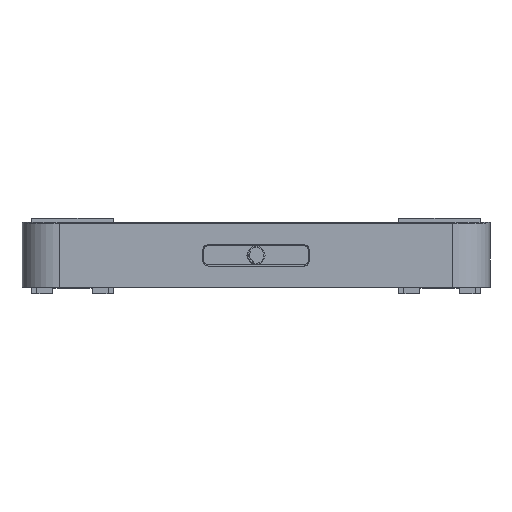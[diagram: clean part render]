
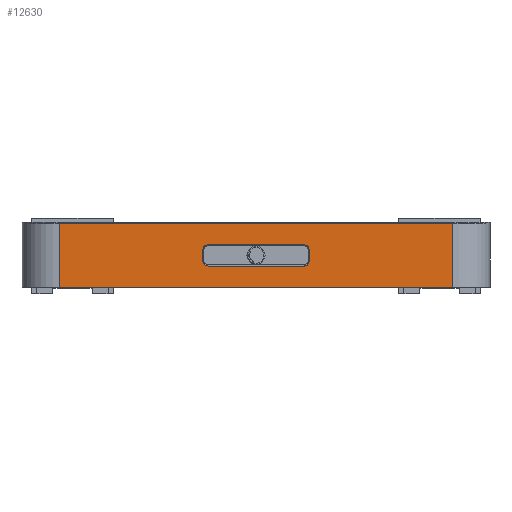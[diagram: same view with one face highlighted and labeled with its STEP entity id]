
A CAD part, top view. The second image highlights one B-rep face of the part: STEP entity #12630.
In plain terms, the highlighted planar face has unit normal (0, 0, 1).
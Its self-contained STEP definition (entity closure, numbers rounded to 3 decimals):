
#12093=CARTESIAN_POINT('Line Origine',(0.,-30.,385.604)) ;
#12097=CARTESIAN_POINT('Vertex',(185.,-30.,385.604)) ;
#12099=CARTESIAN_POINT('Vertex',(-185.,-30.,385.604)) ;
#12394=CARTESIAN_POINT('Line Origine',(185.,0.5,385.604)) ;
#12398=CARTESIAN_POINT('Vertex',(185.,31.,385.604)) ;
#12505=CARTESIAN_POINT('Line Origine',(-185.,0.5,385.604)) ;
#12509=CARTESIAN_POINT('Vertex',(-185.,31.,385.604)) ;
#12524=CARTESIAN_POINT('Axis2P3D Location',(185.,0.,385.604)) ;
#12529=CARTESIAN_POINT('Line Origine',(0.,31.,385.604)) ;
#12541=CARTESIAN_POINT('Control Point',(45.,-10.,385.604)) ;
#12542=CARTESIAN_POINT('Control Point',(27.,-10.,385.604)) ;
#12543=CARTESIAN_POINT('Control Point',(9.,-10.,385.604)) ;
#12544=CARTESIAN_POINT('Control Point',(-9.,-10.,385.604)) ;
#12545=CARTESIAN_POINT('Control Point',(-27.,-10.,385.604)) ;
#12546=CARTESIAN_POINT('Control Point',(-45.,-10.,385.604)) ;
#12547=CARTESIAN_POINT('Vertex',(-45.,-10.,385.604)) ;
#12549=CARTESIAN_POINT('Vertex',(45.,-10.,385.604)) ;
#12553=CARTESIAN_POINT('Control Point',(-45.,-10.,385.604)) ;
#12554=CARTESIAN_POINT('Control Point',(-46.571,-10.,385.604)) ;
#12555=CARTESIAN_POINT('Control Point',(-48.143,-9.385,385.604)) ;
#12556=CARTESIAN_POINT('Control Point',(-49.385,-8.143,385.604)) ;
#12557=CARTESIAN_POINT('Control Point',(-50.,-6.571,385.604)) ;
#12558=CARTESIAN_POINT('Control Point',(-50.,-5.,385.604)) ;
#12559=CARTESIAN_POINT('Vertex',(-50.,-5.,385.604)) ;
#12563=CARTESIAN_POINT('Control Point',(-50.,-5.,385.604)) ;
#12564=CARTESIAN_POINT('Control Point',(-50.,-3.,385.604)) ;
#12565=CARTESIAN_POINT('Control Point',(-50.,-1.,385.604)) ;
#12566=CARTESIAN_POINT('Control Point',(-50.,1.,385.604)) ;
#12567=CARTESIAN_POINT('Control Point',(-50.,3.,385.604)) ;
#12568=CARTESIAN_POINT('Control Point',(-50.,5.,385.604)) ;
#12569=CARTESIAN_POINT('Vertex',(-50.,5.,385.604)) ;
#12573=CARTESIAN_POINT('Control Point',(-50.,5.,385.604)) ;
#12574=CARTESIAN_POINT('Control Point',(-50.,6.571,385.604)) ;
#12575=CARTESIAN_POINT('Control Point',(-49.385,8.143,385.604)) ;
#12576=CARTESIAN_POINT('Control Point',(-48.143,9.385,385.604)) ;
#12577=CARTESIAN_POINT('Control Point',(-46.571,10.,385.604)) ;
#12578=CARTESIAN_POINT('Control Point',(-45.,10.,385.604)) ;
#12579=CARTESIAN_POINT('Vertex',(-45.,10.,385.604)) ;
#12583=CARTESIAN_POINT('Control Point',(-45.,10.,385.604)) ;
#12584=CARTESIAN_POINT('Control Point',(-27.,10.,385.604)) ;
#12585=CARTESIAN_POINT('Control Point',(-9.,10.,385.604)) ;
#12586=CARTESIAN_POINT('Control Point',(9.,10.,385.604)) ;
#12587=CARTESIAN_POINT('Control Point',(27.,10.,385.604)) ;
#12588=CARTESIAN_POINT('Control Point',(45.,10.,385.604)) ;
#12589=CARTESIAN_POINT('Vertex',(45.,10.,385.604)) ;
#12593=CARTESIAN_POINT('Control Point',(45.,10.,385.604)) ;
#12594=CARTESIAN_POINT('Control Point',(46.571,10.,385.604)) ;
#12595=CARTESIAN_POINT('Control Point',(48.143,9.385,385.604)) ;
#12596=CARTESIAN_POINT('Control Point',(49.385,8.143,385.604)) ;
#12597=CARTESIAN_POINT('Control Point',(50.,6.571,385.604)) ;
#12598=CARTESIAN_POINT('Control Point',(50.,5.,385.604)) ;
#12599=CARTESIAN_POINT('Vertex',(50.,5.,385.604)) ;
#12603=CARTESIAN_POINT('Control Point',(50.,5.,385.604)) ;
#12604=CARTESIAN_POINT('Control Point',(50.,3.,385.604)) ;
#12605=CARTESIAN_POINT('Control Point',(50.,1.,385.604)) ;
#12606=CARTESIAN_POINT('Control Point',(50.,-1.,385.604)) ;
#12607=CARTESIAN_POINT('Control Point',(50.,-3.,385.604)) ;
#12608=CARTESIAN_POINT('Control Point',(50.,-5.,385.604)) ;
#12609=CARTESIAN_POINT('Vertex',(50.,-5.,385.604)) ;
#12613=CARTESIAN_POINT('Control Point',(50.,-5.,385.604)) ;
#12614=CARTESIAN_POINT('Control Point',(50.,-6.571,385.604)) ;
#12615=CARTESIAN_POINT('Control Point',(49.385,-8.143,385.604)) ;
#12616=CARTESIAN_POINT('Control Point',(48.143,-9.385,385.604)) ;
#12617=CARTESIAN_POINT('Control Point',(46.571,-10.,385.604)) ;
#12618=CARTESIAN_POINT('Control Point',(45.,-10.,385.604)) ;
#12094=DIRECTION('Vector Direction',(-1.,0.,0.)) ;
#12395=DIRECTION('Vector Direction',(0.,1.,0.)) ;
#12506=DIRECTION('Vector Direction',(0.,1.,0.)) ;
#12525=DIRECTION('Axis2P3D Direction',(0.,0.,-1.)) ;
#12526=DIRECTION('Axis2P3D XDirection',(-1.,0.,0.)) ;
#12530=DIRECTION('Vector Direction',(-1.,0.,0.)) ;
#12527=AXIS2_PLACEMENT_3D('Plane Axis2P3D',#12524,#12525,#12526) ;
#12535=ORIENTED_EDGE('',*,*,#12511,.F.) ;
#12536=ORIENTED_EDGE('',*,*,#12101,.F.) ;
#12537=ORIENTED_EDGE('',*,*,#12400,.T.) ;
#12538=ORIENTED_EDGE('',*,*,#12533,.F.) ;
#12621=ORIENTED_EDGE('',*,*,#12551,.F.) ;
#12622=ORIENTED_EDGE('',*,*,#12561,.F.) ;
#12623=ORIENTED_EDGE('',*,*,#12571,.F.) ;
#12624=ORIENTED_EDGE('',*,*,#12581,.F.) ;
#12625=ORIENTED_EDGE('',*,*,#12591,.F.) ;
#12626=ORIENTED_EDGE('',*,*,#12601,.F.) ;
#12627=ORIENTED_EDGE('',*,*,#12611,.F.) ;
#12628=ORIENTED_EDGE('',*,*,#12619,.F.) ;
#12629=FACE_BOUND('',#12620,.T.) ;
#12095=VECTOR('Line Direction',#12094,1.) ;
#12396=VECTOR('Line Direction',#12395,1.) ;
#12507=VECTOR('Line Direction',#12506,1.) ;
#12531=VECTOR('Line Direction',#12530,1.) ;
#12630=ADVANCED_FACE('PartBody',(#12539,#12629),#12528,.F.) ;
#12540=B_SPLINE_CURVE_WITH_KNOTS('',5,(#12541,#12542,#12543,#12544,#12545,#12546),.UNSPECIFIED.,.F.,.U.,(6,6),(0.,90.),.UNSPECIFIED.) ;
#12552=B_SPLINE_CURVE_WITH_KNOTS('',5,(#12553,#12554,#12555,#12556,#12557,#12558),.UNSPECIFIED.,.F.,.U.,(6,6),(0.,8.274),.UNSPECIFIED.) ;
#12562=B_SPLINE_CURVE_WITH_KNOTS('',5,(#12563,#12564,#12565,#12566,#12567,#12568),.UNSPECIFIED.,.F.,.U.,(6,6),(0.,10.),.UNSPECIFIED.) ;
#12572=B_SPLINE_CURVE_WITH_KNOTS('',5,(#12573,#12574,#12575,#12576,#12577,#12578),.UNSPECIFIED.,.F.,.U.,(6,6),(0.,8.274),.UNSPECIFIED.) ;
#12582=B_SPLINE_CURVE_WITH_KNOTS('',5,(#12583,#12584,#12585,#12586,#12587,#12588),.UNSPECIFIED.,.F.,.U.,(6,6),(0.,90.),.UNSPECIFIED.) ;
#12592=B_SPLINE_CURVE_WITH_KNOTS('',5,(#12593,#12594,#12595,#12596,#12597,#12598),.UNSPECIFIED.,.F.,.U.,(6,6),(0.,8.274),.UNSPECIFIED.) ;
#12602=B_SPLINE_CURVE_WITH_KNOTS('',5,(#12603,#12604,#12605,#12606,#12607,#12608),.UNSPECIFIED.,.F.,.U.,(6,6),(0.,10.),.UNSPECIFIED.) ;
#12612=B_SPLINE_CURVE_WITH_KNOTS('',5,(#12613,#12614,#12615,#12616,#12617,#12618),.UNSPECIFIED.,.F.,.U.,(6,6),(0.,8.274),.UNSPECIFIED.) ;
#12101=EDGE_CURVE('',#12098,#12100,#12096,.T.) ;
#12400=EDGE_CURVE('',#12098,#12399,#12397,.T.) ;
#12511=EDGE_CURVE('',#12100,#12510,#12508,.T.) ;
#12533=EDGE_CURVE('',#12510,#12399,#12532,.F.) ;
#12551=EDGE_CURVE('',#12548,#12550,#12540,.F.) ;
#12561=EDGE_CURVE('',#12560,#12548,#12552,.F.) ;
#12571=EDGE_CURVE('',#12570,#12560,#12562,.F.) ;
#12581=EDGE_CURVE('',#12580,#12570,#12572,.F.) ;
#12591=EDGE_CURVE('',#12590,#12580,#12582,.F.) ;
#12601=EDGE_CURVE('',#12600,#12590,#12592,.F.) ;
#12611=EDGE_CURVE('',#12610,#12600,#12602,.F.) ;
#12619=EDGE_CURVE('',#12550,#12610,#12612,.F.) ;
#12534=EDGE_LOOP('',(#12535,#12536,#12537,#12538)) ;
#12620=EDGE_LOOP('',(#12621,#12622,#12623,#12624,#12625,#12626,#12627,#12628)) ;
#12539=FACE_OUTER_BOUND('',#12534,.T.) ;
#12096=LINE('Line',#12093,#12095) ;
#12397=LINE('Line',#12394,#12396) ;
#12508=LINE('Line',#12505,#12507) ;
#12532=LINE('Line',#12529,#12531) ;
#12528=PLANE('',#12527) ;
#12098=VERTEX_POINT('',#12097) ;
#12100=VERTEX_POINT('',#12099) ;
#12399=VERTEX_POINT('',#12398) ;
#12510=VERTEX_POINT('',#12509) ;
#12548=VERTEX_POINT('',#12547) ;
#12550=VERTEX_POINT('',#12549) ;
#12560=VERTEX_POINT('',#12559) ;
#12570=VERTEX_POINT('',#12569) ;
#12580=VERTEX_POINT('',#12579) ;
#12590=VERTEX_POINT('',#12589) ;
#12600=VERTEX_POINT('',#12599) ;
#12610=VERTEX_POINT('',#12609) ;
